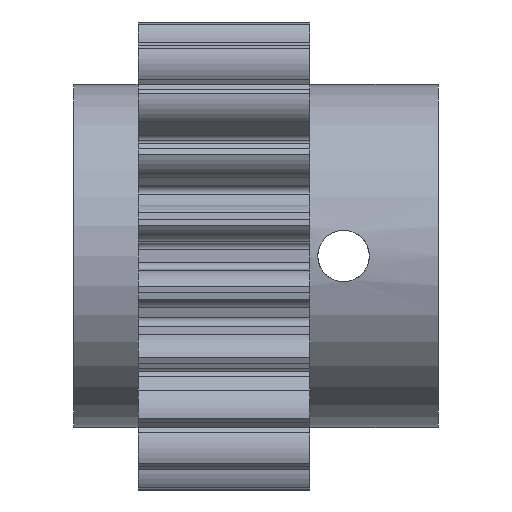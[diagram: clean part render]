
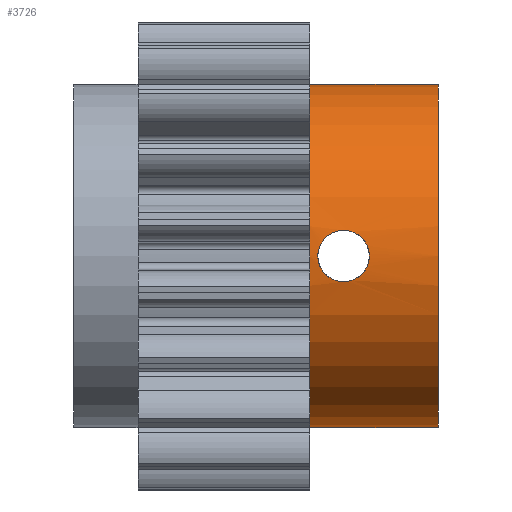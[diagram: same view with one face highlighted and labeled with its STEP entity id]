
A CAD part, front view. The second image highlights one B-rep face of the part: STEP entity #3726.
In plain terms, the highlighted cylindrical face has radius 4 mm (diameter 8 mm), a partial arc.
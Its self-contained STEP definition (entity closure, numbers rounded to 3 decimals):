
#12 = CARTESIAN_POINT ( 'NONE',  ( 0.634, -3.955, -0.6 ) ) ;
#30 = CARTESIAN_POINT ( 'NONE',  ( 0.791, -3.955, 0.6 ) ) ;
#54 = ORIENTED_EDGE ( 'NONE', *, *, #6263, .F. ) ;
#415 = CARTESIAN_POINT ( 'NONE',  ( 0.256, -3.989, 0.313 ) ) ;
#439 = CARTESIAN_POINT ( 'NONE',  ( 1.105, -3.966, 0.535 ) ) ;
#517 = EDGE_CURVE ( 'NONE', #7107, #2546, #4958, .T. ) ;
#533 = FACE_OUTER_BOUND ( 'NONE', #5411, .T. ) ;
#574 = DIRECTION ( 'NONE',  ( -1., 0., 0. ) ) ;
#827 = ORIENTED_EDGE ( 'NONE', *, *, #4962, .T. ) ;
#1060 = CARTESIAN_POINT ( 'NONE',  ( 3.001, 0., 4. ) ) ;
#1330 = ORIENTED_EDGE ( 'NONE', *, *, #517, .T. ) ;
#1348 = VERTEX_POINT ( 'NONE', #6963 ) ;
#1365 = B_SPLINE_CURVE_WITH_KNOTS ( 'NONE', 3,
 ( #4438, #12, #3921, #1560, #6664, #3097, #415, #6549, #3419, #2976 ),
 .UNSPECIFIED., .F., .F.,
 ( 4, 2, 2, 2, 4 ),
 ( 0.002, 0.002, 0.003, 0.003, 0.004 ),
 .UNSPECIFIED. ) ;
#1512 = B_SPLINE_CURVE_WITH_KNOTS ( 'NONE', 3,
 ( #30, #4457, #439, #3217, #2750, #6151, #6572, #3292, #1579, #2825 ),
 .UNSPECIFIED., .F., .F.,
 ( 4, 2, 2, 2, 4 ),
 ( 0., 0., 0.001, 0.001, 0.002 ),
 .UNSPECIFIED. ) ;
#1560 = CARTESIAN_POINT ( 'NONE',  ( 0.256, -3.989, -0.314 ) ) ;
#1579 = CARTESIAN_POINT ( 'NONE',  ( 0.948, -3.955, -0.6 ) ) ;
#1606 = CARTESIAN_POINT ( 'NONE',  ( 0., 0., 4. ) ) ;
#1682 = EDGE_CURVE ( 'NONE', #5968, #5206, #1512, .T. ) ;
#1842 = AXIS2_PLACEMENT_3D ( 'NONE', #2328, #574, #5030 ) ;
#1923 = CARTESIAN_POINT ( 'NONE',  ( 3.001, 0., -4. ) ) ;
#1927 = CARTESIAN_POINT ( 'NONE',  ( 3., 0., 4. ) ) ;
#1928 = EDGE_CURVE ( 'NONE', #4133, #1348, #3561, .T. ) ;
#2048 = DIRECTION ( 'NONE',  ( 0., 0., -1. ) ) ;
#2240 = VECTOR ( 'NONE', #3160, 1000. ) ;
#2328 = CARTESIAN_POINT ( 'NONE',  ( 3.001, 0., 0. ) ) ;
#2429 = AXIS2_PLACEMENT_3D ( 'NONE', #5560, #3433, #7146 ) ;
#2546 = VERTEX_POINT ( 'NONE', #1606 ) ;
#2624 = EDGE_LOOP ( 'NONE', ( #3945, #4507 ) ) ;
#2663 = EDGE_CURVE ( 'NONE', #5206, #5968, #1365, .T. ) ;
#2750 = CARTESIAN_POINT ( 'NONE',  ( 1.391, -4., 0.157 ) ) ;
#2825 = CARTESIAN_POINT ( 'NONE',  ( 0.791, -3.955, -0.6 ) ) ;
#2976 = CARTESIAN_POINT ( 'NONE',  ( 0.791, -3.955, 0.6 ) ) ;
#3097 = CARTESIAN_POINT ( 'NONE',  ( 0.191, -4., 0.158 ) ) ;
#3160 = DIRECTION ( 'NONE',  ( -1., 0., 0. ) ) ;
#3217 = CARTESIAN_POINT ( 'NONE',  ( 1.326, -3.989, 0.314 ) ) ;
#3292 = CARTESIAN_POINT ( 'NONE',  ( 1.103, -3.966, -0.536 ) ) ;
#3331 = CARTESIAN_POINT ( 'NONE',  ( 0.791, -3.955, -0.6 ) ) ;
#3419 = CARTESIAN_POINT ( 'NONE',  ( 0.632, -3.955, 0.6 ) ) ;
#3433 = DIRECTION ( 'NONE',  ( 1., 0., 0. ) ) ;
#3561 = LINE ( 'NONE', #1923, #2240 ) ;
#3726 = ADVANCED_FACE ( 'NONE', ( #533, #7213 ), #5585, .T. ) ;
#3747 = DIRECTION ( 'NONE',  ( -1., 0., 0. ) ) ;
#3921 = CARTESIAN_POINT ( 'NONE',  ( 0.478, -3.966, -0.535 ) ) ;
#3945 = ORIENTED_EDGE ( 'NONE', *, *, #1682, .T. ) ;
#4133 = VERTEX_POINT ( 'NONE', #4618 ) ;
#4365 = VECTOR ( 'NONE', #3747, 1000. ) ;
#4438 = CARTESIAN_POINT ( 'NONE',  ( 0.791, -3.955, -0.6 ) ) ;
#4457 = CARTESIAN_POINT ( 'NONE',  ( 0.95, -3.955, 0.6 ) ) ;
#4507 = ORIENTED_EDGE ( 'NONE', *, *, #2663, .T. ) ;
#4618 = CARTESIAN_POINT ( 'NONE',  ( 3., 0., -4. ) ) ;
#4958 = LINE ( 'NONE', #1060, #4365 ) ;
#4962 = EDGE_CURVE ( 'NONE', #2546, #1348, #5589, .T. ) ;
#5030 = DIRECTION ( 'NONE',  ( 0., 0., 1. ) ) ;
#5131 = AXIS2_PLACEMENT_3D ( 'NONE', #6396, #7045, #2048 ) ;
#5206 = VERTEX_POINT ( 'NONE', #3331 ) ;
#5411 = EDGE_LOOP ( 'NONE', ( #6545, #54, #1330, #827 ) ) ;
#5560 = CARTESIAN_POINT ( 'NONE',  ( 0., 0., 0. ) ) ;
#5585 = CYLINDRICAL_SURFACE ( 'NONE', #1842, 4. ) ;
#5589 = CIRCLE ( 'NONE', #2429, 4. ) ;
#5968 = VERTEX_POINT ( 'NONE', #6919 ) ;
#6151 = CARTESIAN_POINT ( 'NONE',  ( 1.391, -4., -0.157 ) ) ;
#6263 = EDGE_CURVE ( 'NONE', #7107, #4133, #6988, .T. ) ;
#6396 = CARTESIAN_POINT ( 'NONE',  ( 3., 0., 0. ) ) ;
#6545 = ORIENTED_EDGE ( 'NONE', *, *, #1928, .F. ) ;
#6549 = CARTESIAN_POINT ( 'NONE',  ( 0.477, -3.966, 0.535 ) ) ;
#6572 = CARTESIAN_POINT ( 'NONE',  ( 1.327, -3.989, -0.312 ) ) ;
#6664 = CARTESIAN_POINT ( 'NONE',  ( 0.191, -4., -0.159 ) ) ;
#6919 = CARTESIAN_POINT ( 'NONE',  ( 0.791, -3.955, 0.6 ) ) ;
#6963 = CARTESIAN_POINT ( 'NONE',  ( 0., 0., -4. ) ) ;
#6988 = CIRCLE ( 'NONE', #5131, 4. ) ;
#7045 = DIRECTION ( 'NONE',  ( 1., 0., 0. ) ) ;
#7107 = VERTEX_POINT ( 'NONE', #1927 ) ;
#7146 = DIRECTION ( 'NONE',  ( 0., 0., -1. ) ) ;
#7213 = FACE_BOUND ( 'NONE', #2624, .T. ) ;
